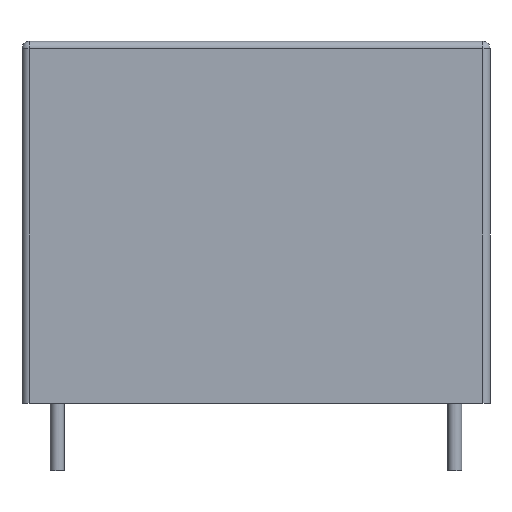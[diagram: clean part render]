
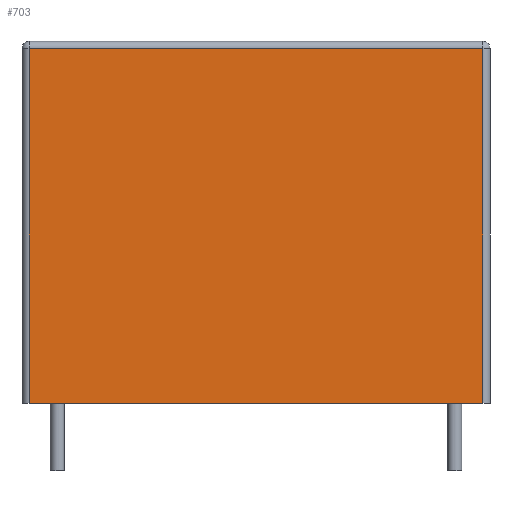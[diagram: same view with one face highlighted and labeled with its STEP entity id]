
A CAD part, front view. The second image highlights one B-rep face of the part: STEP entity #703.
In plain terms, the highlighted free-form (B-spline) face has degree [1, 1] with [2, 2] control points.
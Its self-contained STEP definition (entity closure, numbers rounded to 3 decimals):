
#257=CARTESIAN_POINT('',(12.85,-5.25,20.1));
#258=VERTEX_POINT('',#257);
#327=CARTESIAN_POINT('',(-12.85,-5.25,20.1));
#328=VERTEX_POINT('',#327);
#474=CARTESIAN_POINT('',(-12.85,-5.25,20.1));
#475=DIRECTION('',(1.0,0.0,0.0));
#476=VECTOR('',#475,25.7);
#477=LINE('',#474,#476);
#478=EDGE_CURVE('',#328,#258,#477,.T.);
#497=CARTESIAN_POINT('',(-12.85,-5.25,0.0));
#498=VERTEX_POINT('',#497);
#506=CARTESIAN_POINT('',(-12.85,-5.25,0.0));
#507=DIRECTION('',(0.0,0.0,1.0));
#508=VECTOR('',#507,20.1);
#509=LINE('',#506,#508);
#510=EDGE_CURVE('',#498,#328,#509,.T.);
#581=CARTESIAN_POINT('',(12.85,-5.25,0.0));
#582=VERTEX_POINT('',#581);
#599=CARTESIAN_POINT('',(12.85,-5.25,20.1));
#600=DIRECTION('',(0.0,0.0,-1.0));
#601=VECTOR('',#600,20.1);
#602=LINE('',#599,#601);
#603=EDGE_CURVE('',#258,#582,#602,.T.);
#664=CARTESIAN_POINT('',(-12.85,-5.25,0.0));
#665=DIRECTION('',(1.0,0.0,0.0));
#666=VECTOR('',#665,25.7);
#667=LINE('',#664,#666);
#668=EDGE_CURVE('',#498,#582,#667,.T.);
#692=CARTESIAN_POINT('',(12.85,-5.25,20.1));
#693=CARTESIAN_POINT('',(12.85,-5.25,0.0));
#694=CARTESIAN_POINT('',(-12.85,-5.25,20.1));
#695=CARTESIAN_POINT('',(-12.85,-5.25,0.0));
#696=B_SPLINE_SURFACE_WITH_KNOTS('',1,1,((#692,#694),(#693,#695)),.UNSPECIFIED.,.F.,.F.,.U.,(2,2),(2,2),(0.0,20.1),(0.0,25.7),.UNSPECIFIED.);
#697=ORIENTED_EDGE('',*,*,#510,.F.);
#698=ORIENTED_EDGE('',*,*,#668,.T.);
#699=ORIENTED_EDGE('',*,*,#603,.F.);
#700=ORIENTED_EDGE('',*,*,#478,.F.);
#701=EDGE_LOOP('',(#697,#698,#699,#700));
#702=FACE_OUTER_BOUND('',#701,.T.);
#703=ADVANCED_FACE('',(#702),#696,.F.);
